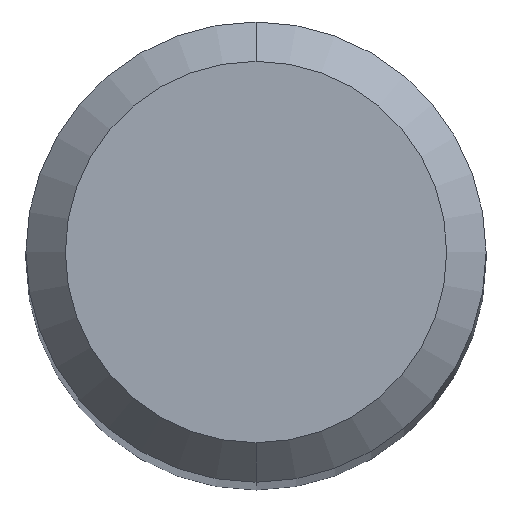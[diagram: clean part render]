
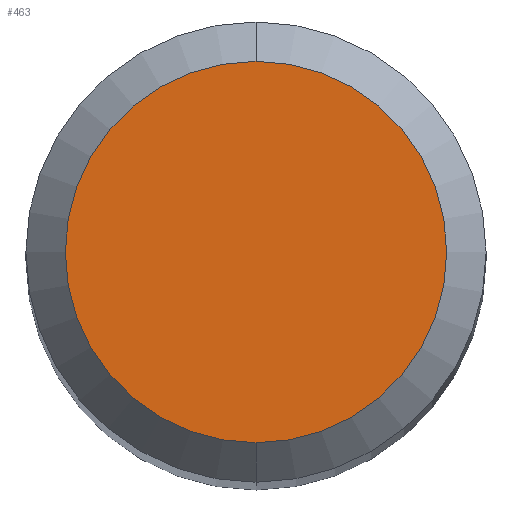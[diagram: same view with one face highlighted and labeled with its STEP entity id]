
A CAD part, top view. The second image highlights one B-rep face of the part: STEP entity #463.
In plain terms, the highlighted planar face has unit normal (0, 0, 1).
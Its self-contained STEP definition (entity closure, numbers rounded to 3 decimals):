
#283=VERTEX_POINT('',#678);
#411=EDGE_CURVE('',#481,#283,#820,.T.);
#423=EDGE_CURVE('',#283,#481,#832,.T.);
#463=ADVANCED_FACE('',(#878),#879,.T.);
#481=VERTEX_POINT('',#898);
#678=CARTESIAN_POINT('',(0.,-1.45,0.0));
#820=CIRCLE('',#1458,1.45);
#832=CIRCLE('',#1477,1.45);
#878=FACE_OUTER_BOUND('',#1539,.T.);
#879=PLANE('',#1540);
#898=CARTESIAN_POINT('',(0.0,1.45,0.0));
#1458=AXIS2_PLACEMENT_3D('',#2036,#2037,#2038);
#1477=AXIS2_PLACEMENT_3D('',#2047,#2048,#2049);
#1539=EDGE_LOOP('',(#2120,#2121));
#1540=AXIS2_PLACEMENT_3D('',#2122,#2123,#2124);
#2036=CARTESIAN_POINT('',(0.0,0.0,0.0));
#2037=DIRECTION('',(0.0,0.0,-1.0));
#2038=DIRECTION('',(0.0,1.0,0.0));
#2047=CARTESIAN_POINT('',(0.0,0.0,0.0));
#2048=DIRECTION('',(0.0,0.0,-1.0));
#2049=DIRECTION('',(0.0,1.0,0.0));
#2120=ORIENTED_EDGE('',*,*,#411,.F.);
#2121=ORIENTED_EDGE('',*,*,#423,.F.);
#2122=CARTESIAN_POINT('',(0.0,0.725,0.0));
#2123=DIRECTION('',(-0.0,0.0,1.0));
#2124=DIRECTION('',(0.0,-1.0,0.0));
